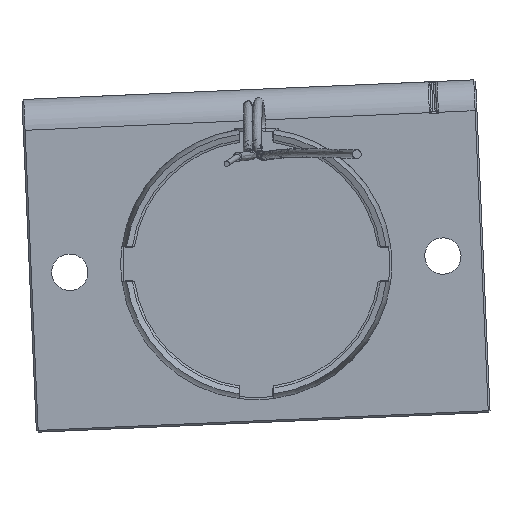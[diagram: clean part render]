
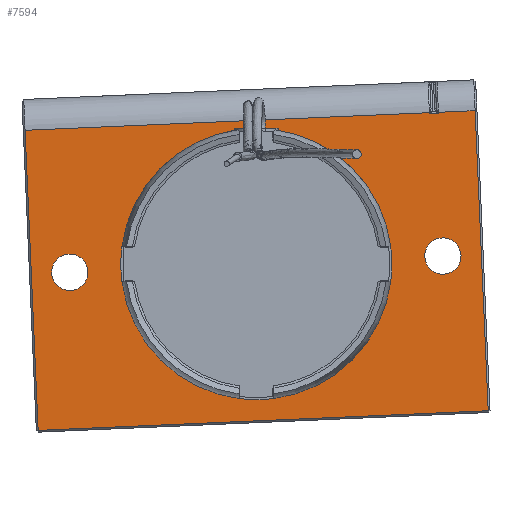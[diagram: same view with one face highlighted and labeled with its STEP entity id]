
A CAD part, front view. The second image highlights one B-rep face of the part: STEP entity #7594.
In plain terms, the highlighted face is planar.
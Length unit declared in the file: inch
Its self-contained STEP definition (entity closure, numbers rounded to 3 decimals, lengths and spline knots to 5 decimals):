
#790=FACE_BOUND($,#2133,.T.);
#791=FACE_BOUND($,#2134,.T.);
#792=FACE_BOUND($,#2135,.T.);
#793=FACE_BOUND($,#2136,.T.);
#1141=CIRCLE($,#8323,0.1);
#1142=CIRCLE($,#8324,0.1);
#1143=CIRCLE($,#8325,0.5);
#2133=EDGE_LOOP($,(#6634));
#2134=EDGE_LOOP($,(#6635));
#2135=EDGE_LOOP($,(#6636,#6637));
#2136=EDGE_LOOP($,(#6638,#6639,#6640,#6641,#6642,#6643,#6644,#6645));
#2511=LINE($,#17020,#2883);
#2518=LINE($,#17034,#2890);
#2541=LINE($,#17087,#2913);
#2569=LINE($,#17153,#2941);
#2570=LINE($,#17155,#2942);
#2571=LINE($,#17157,#2943);
#2572=LINE($,#17159,#2944);
#2573=LINE($,#17161,#2945);
#2574=LINE($,#17162,#2946);
#2883=VECTOR($,#9915,2.48);
#2890=VECTOR($,#9926,1.6535);
#2913=VECTOR($,#9979,1.6535);
#2941=VECTOR($,#10047,0.45596);
#2942=VECTOR($,#10048,0.202);
#2943=VECTOR($,#10049,0.00414);
#2944=VECTOR($,#10050,0.05);
#2945=VECTOR($,#10051,0.00414);
#2946=VECTOR($,#10052,2.228);
#3547=VERTEX_POINT($,#17006);
#3550=VERTEX_POINT($,#17013);
#3556=VERTEX_POINT($,#17030);
#3571=VERTEX_POINT($,#17081);
#3587=VERTEX_POINT($,#17146);
#3588=VERTEX_POINT($,#17148);
#3589=VERTEX_POINT($,#17150);
#3590=VERTEX_POINT($,#17151);
#3591=VERTEX_POINT($,#17154);
#3592=VERTEX_POINT($,#17156);
#3593=VERTEX_POINT($,#17158);
#3594=VERTEX_POINT($,#17160);
#4555=EDGE_CURVE($,#3550,#3547,#2511,.T.);
#4562=EDGE_CURVE($,#3547,#3556,#2518,.T.);
#4589=EDGE_CURVE($,#3571,#3550,#2541,.T.);
#4621=EDGE_CURVE($,#3587,#3587,#1141,.T.);
#4622=EDGE_CURVE($,#3588,#3588,#1142,.T.);
#4623=EDGE_CURVE($,#3589,#3590,#1143,.T.);
#4624=EDGE_CURVE($,#3590,#3589,#2569,.T.);
#4625=EDGE_CURVE($,#3591,#3571,#2570,.T.);
#4626=EDGE_CURVE($,#3592,#3591,#2571,.T.);
#4627=EDGE_CURVE($,#3593,#3592,#2572,.T.);
#4628=EDGE_CURVE($,#3594,#3593,#2573,.T.);
#4629=EDGE_CURVE($,#3556,#3594,#2574,.T.);
#6634=ORIENTED_EDGE($,*,*,#4621,.T.);
#6635=ORIENTED_EDGE($,*,*,#4622,.T.);
#6636=ORIENTED_EDGE($,*,*,#4623,.T.);
#6637=ORIENTED_EDGE($,*,*,#4624,.T.);
#6638=ORIENTED_EDGE($,*,*,#4562,.F.);
#6639=ORIENTED_EDGE($,*,*,#4555,.F.);
#6640=ORIENTED_EDGE($,*,*,#4589,.F.);
#6641=ORIENTED_EDGE($,*,*,#4625,.F.);
#6642=ORIENTED_EDGE($,*,*,#4626,.F.);
#6643=ORIENTED_EDGE($,*,*,#4627,.F.);
#6644=ORIENTED_EDGE($,*,*,#4628,.F.);
#6645=ORIENTED_EDGE($,*,*,#4629,.F.);
#7179=PLANE($,#8322);
#7594=ADVANCED_FACE($,(#790,#791,#792,#793),#7179,.F.);
#8322=AXIS2_PLACEMENT_3D($,#17145,#10039,#10040);
#8323=AXIS2_PLACEMENT_3D($,#17147,#10041,#10042);
#8324=AXIS2_PLACEMENT_3D($,#17149,#10043,#10044);
#8325=AXIS2_PLACEMENT_3D($,#17152,#10045,#10046);
#9915=DIRECTION($,(1.,0.,0.));
#9926=DIRECTION($,(0.,1.,0.));
#9979=DIRECTION($,(0.,-1.,0.));
#10039=DIRECTION('center_axis',(0.,0.,1.));
#10040=DIRECTION('ref_axis',(1.,0.,0.));
#10041=DIRECTION('center_axis',(0.,0.,1.));
#10042=DIRECTION('ref_axis',(-1.,0.,0.));
#10043=DIRECTION('center_axis',(0.,0.,1.));
#10044=DIRECTION('ref_axis',(-1.,0.,0.));
#10045=DIRECTION('center_axis',(0.,0.,1.));
#10046=DIRECTION('ref_axis',(-0.456,0.89,0.));
#10047=DIRECTION($,(-1.,0.,0.));
#10048=DIRECTION($,(-1.,0.,0.));
#10049=DIRECTION($,(0.,1.,0.));
#10050=DIRECTION($,(-1.,0.,0.));
#10051=DIRECTION($,(0.,-1.,0.));
#10052=DIRECTION($,(-1.,0.,0.));
#17006=CARTESIAN_POINT('',(1.24,-0.86175,0.));
#17013=CARTESIAN_POINT('',(-1.24,-0.86175,0.));
#17020=CARTESIAN_POINT($,(-0.625,-0.86175,0.));
#17030=CARTESIAN_POINT('',(1.24,0.79175,0.));
#17034=CARTESIAN_POINT($,(1.24,-0.43588,0.));
#17081=CARTESIAN_POINT('',(-1.24,0.79175,0.));
#17087=CARTESIAN_POINT($,(-1.24,0.43588,0.));
#17145=CARTESIAN_POINT('Origin',(0.,0.,0.));
#17146=CARTESIAN_POINT('',(1.128,0.,0.));
#17147=CARTESIAN_POINT('Origin',(1.028,0.,0.));
#17148=CARTESIAN_POINT('',(-0.928,0.,0.));
#17149=CARTESIAN_POINT('Origin',(-1.028,0.,0.));
#17150=CARTESIAN_POINT('',(-0.22798,0.445,0.));
#17151=CARTESIAN_POINT('',(0.22798,0.445,0.));
#17152=CARTESIAN_POINT('Origin',(0.,0.,
0.));
#17153=CARTESIAN_POINT($,(0.11399,0.445,0.));
#17154=CARTESIAN_POINT('',(-1.038,0.79175,0.));
#17155=CARTESIAN_POINT($,(0.625,0.79175,0.));
#17156=CARTESIAN_POINT('',(-1.038,0.78761,0.));
#17157=CARTESIAN_POINT($,(-1.038,0.44365,0.));
#17158=CARTESIAN_POINT('',(-0.988,0.78761,0.));
#17159=CARTESIAN_POINT($,(-0.514,0.78761,0.));
#17160=CARTESIAN_POINT('',(-0.988,0.79175,0.));
#17161=CARTESIAN_POINT($,(-0.988,0.44365,0.));
#17162=CARTESIAN_POINT($,(0.625,0.79175,0.));
